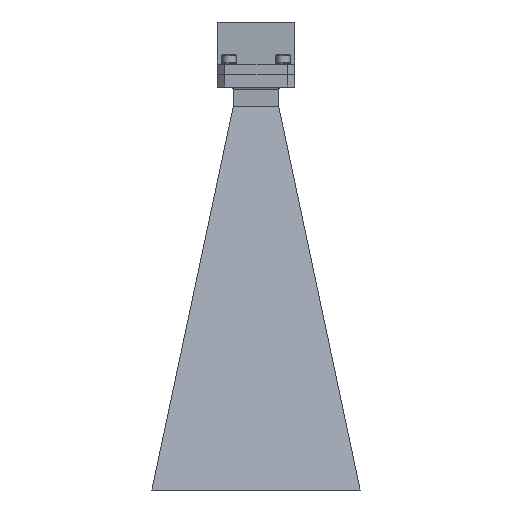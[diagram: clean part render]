
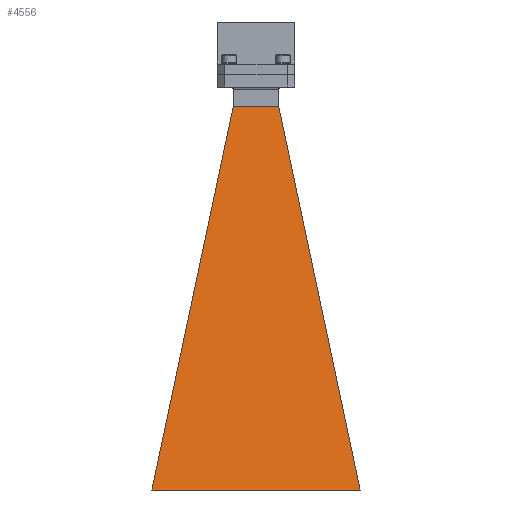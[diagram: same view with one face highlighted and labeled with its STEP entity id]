
A CAD part, front view. The second image highlights one B-rep face of the part: STEP entity #4556.
In plain terms, the highlighted planar face has unit normal (0, -0.985, 0.174).
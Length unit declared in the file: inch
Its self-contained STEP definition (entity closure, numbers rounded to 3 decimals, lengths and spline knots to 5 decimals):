
#209 = DIRECTION ( 'NONE',  ( -0.205, 0.17, 0.964 ) ) ;
#415 = CARTESIAN_POINT ( 'NONE',  ( -0.437, -0.2495, -0.63 ) ) ;
#1202 = LINE ( 'NONE', #1412, #10293 ) ;
#1412 = CARTESIAN_POINT ( 'NONE',  ( -2.002, -1.552, -8. ) ) ;
#2010 = CARTESIAN_POINT ( 'NONE',  ( -0.14567, -0.2495, -0.63 ) ) ;
#2533 = VECTOR ( 'NONE', #7369, 39.37008 ) ;
#3430 = CARTESIAN_POINT ( 'NONE',  ( 2.002, -1.552, -8. ) ) ;
#4069 = EDGE_CURVE ( 'NONE', #16097, #19578, #1202, .T. ) ;
#4556 = ADVANCED_FACE ( 'NONE', ( #9514 ), #14672, .T. ) ;
#4572 = LINE ( 'NONE', #14990, #2533 ) ;
#5586 = EDGE_CURVE ( 'NONE', #9358, #17727, #19910, .T. ) ;
#6123 = ORIENTED_EDGE ( 'NONE', *, *, #6703, .T. ) ;
#6499 = DIRECTION ( 'NONE',  ( 0., -0.985, 0.174 ) ) ;
#6703 = EDGE_CURVE ( 'NONE', #17727, #19578, #16835, .T. ) ;
#7369 = DIRECTION ( 'NONE',  ( 1., 0., 0. ) ) ;
#8354 = CARTESIAN_POINT ( 'NONE',  ( -0.437, -0.2495, -0.63 ) ) ;
#8425 = CARTESIAN_POINT ( 'NONE',  ( 0.437, -0.2495, -0.63 ) ) ;
#8537 = DIRECTION ( 'NONE',  ( 0.205, 0.17, 0.964 ) ) ;
#9129 = CARTESIAN_POINT ( 'NONE',  ( 0.437, -0.2495, -0.63 ) ) ;
#9358 = VERTEX_POINT ( 'NONE', #10230 ) ;
#9514 = FACE_OUTER_BOUND ( 'NONE', #16916, .T. ) ;
#10187 = CARTESIAN_POINT ( 'NONE',  ( 0.14567, -0.2495, -0.63 ) ) ;
#10230 = CARTESIAN_POINT ( 'NONE',  ( 2.002, -1.552, -8. ) ) ;
#10293 = VECTOR ( 'NONE', #8537, 39.37008 ) ;
#11345 = CARTESIAN_POINT ( 'NONE',  ( 0., -0.13398, 0.02368 ) ) ;
#11630 = DIRECTION ( 'NONE',  ( 0., -0.174, -0.985 ) ) ;
#12827 = CARTESIAN_POINT ( 'NONE',  ( -2.002, -1.552, -8. ) ) ;
#13095 = AXIS2_PLACEMENT_3D ( 'NONE', #11345, #6499, #11630 ) ;
#13626 = ORIENTED_EDGE ( 'NONE', *, *, #14241, .T. ) ;
#14241 = EDGE_CURVE ( 'NONE', #16097, #9358, #4572, .T. ) ;
#14672 = PLANE ( 'NONE',  #13095 ) ;
#14990 = CARTESIAN_POINT ( 'NONE',  ( -2.002, -1.552, -8. ) ) ;
#15593 = ORIENTED_EDGE ( 'NONE', *, *, #5586, .T. ) ;
#16097 = VERTEX_POINT ( 'NONE', #12827 ) ;
#16625 = VECTOR ( 'NONE', #209, 39.37008 ) ;
#16835 = B_SPLINE_CURVE_WITH_KNOTS ( 'NONE', 3,
 ( #8425, #10187, #2010, #8354 ),
 .UNSPECIFIED., .F., .F.,
 ( 4, 4 ),
 ( 0., 1. ),
 .UNSPECIFIED. ) ;
#16916 = EDGE_LOOP ( 'NONE', ( #15593, #6123, #17996, #13626 ) ) ;
#17727 = VERTEX_POINT ( 'NONE', #9129 ) ;
#17996 = ORIENTED_EDGE ( 'NONE', *, *, #4069, .F. ) ;
#19578 = VERTEX_POINT ( 'NONE', #415 ) ;
#19910 = LINE ( 'NONE', #3430, #16625 ) ;
